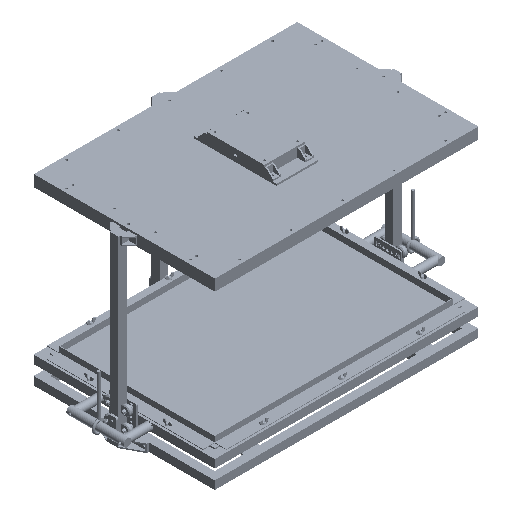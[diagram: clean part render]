
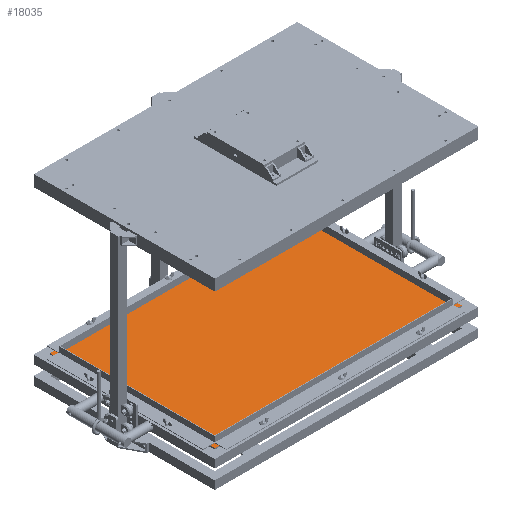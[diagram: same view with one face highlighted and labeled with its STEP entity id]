
A CAD part, isometric view. The second image highlights one B-rep face of the part: STEP entity #18035.
In plain terms, the highlighted planar face has unit normal (0, 0, 1).
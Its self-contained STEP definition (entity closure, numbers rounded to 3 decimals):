
#2279=FACE_OUTER_BOUND('',#3336,.T.);
#3336=EDGE_LOOP('',(#12584,#12585,#12586,#12587));
#4756=LINE('',#26474,#6487);
#4759=LINE('',#26480,#6490);
#4762=LINE('',#26486,#6493);
#4765=LINE('',#26490,#6496);
#6487=VECTOR('',#21160,10.);
#6490=VECTOR('',#21165,10.);
#6493=VECTOR('',#21170,10.);
#6496=VECTOR('',#21175,10.);
#8184=VERTEX_POINT('',#26471);
#8185=VERTEX_POINT('',#26473);
#8187=VERTEX_POINT('',#26479);
#8189=VERTEX_POINT('',#26485);
#9896=EDGE_CURVE('',#8185,#8184,#4756,.T.);
#9899=EDGE_CURVE('',#8187,#8185,#4759,.T.);
#9902=EDGE_CURVE('',#8189,#8187,#4762,.T.);
#9905=EDGE_CURVE('',#8184,#8189,#4765,.T.);
#12584=ORIENTED_EDGE('',*,*,#9905,.T.);
#12585=ORIENTED_EDGE('',*,*,#9902,.T.);
#12586=ORIENTED_EDGE('',*,*,#9899,.T.);
#12587=ORIENTED_EDGE('',*,*,#9896,.T.);
#17371=PLANE('',#19162);
#18035=ADVANCED_FACE('',(#2279),#17371,.T.);
#19162=AXIS2_PLACEMENT_3D('',#26491,#21176,#21177);
#21160=DIRECTION('',(1.,0.,0.));
#21165=DIRECTION('',(0.,-1.,0.));
#21170=DIRECTION('',(-1.,0.,0.));
#21175=DIRECTION('',(0.,1.,0.));
#21176=DIRECTION('center_axis',(0.,0.,1.));
#21177=DIRECTION('ref_axis',(1.,0.,0.));
#26471=CARTESIAN_POINT('',(300.,-200.,3.));
#26473=CARTESIAN_POINT('',(-300.,-200.,3.));
#26474=CARTESIAN_POINT('',(-300.,-200.,3.));
#26479=CARTESIAN_POINT('',(-300.,200.,3.));
#26480=CARTESIAN_POINT('',(-300.,200.,3.));
#26485=CARTESIAN_POINT('',(300.,200.,3.));
#26486=CARTESIAN_POINT('',(300.,200.,3.));
#26490=CARTESIAN_POINT('',(300.,-200.,3.));
#26491=CARTESIAN_POINT('Origin',(0.,0.,3.));
